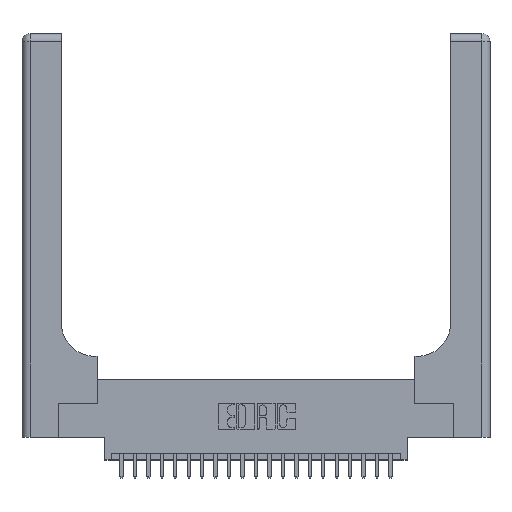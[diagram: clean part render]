
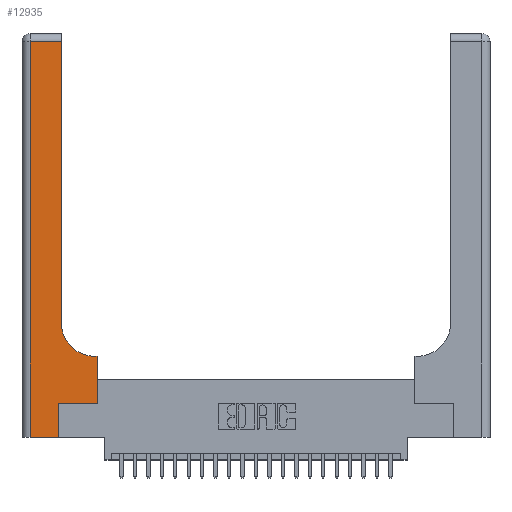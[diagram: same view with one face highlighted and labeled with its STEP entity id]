
A CAD part, top view. The second image highlights one B-rep face of the part: STEP entity #12935.
In plain terms, the highlighted planar face has unit normal (0, 0, 1).
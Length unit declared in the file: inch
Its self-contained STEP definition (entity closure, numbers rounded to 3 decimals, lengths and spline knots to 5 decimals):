
#87 = ORIENTED_EDGE ( 'NONE', *, *, #2885, .T. ) ;
#383 = CARTESIAN_POINT ( 'NONE',  ( 0.06, 2.94, 0.37 ) ) ;
#533 = LINE ( 'NONE', #3986, #15136 ) ;
#563 = DIRECTION ( 'NONE',  ( 0., 1., 0. ) ) ;
#709 = CARTESIAN_POINT ( 'NONE',  ( 0.269, 0., 0.37 ) ) ;
#1497 = VECTOR ( 'NONE', #12617, 39.37008 ) ;
#1589 = CARTESIAN_POINT ( 'NONE',  ( 0.06, 3., 0.37 ) ) ;
#2099 = PLANE ( 'NONE',  #14489 ) ;
#2343 = VERTEX_POINT ( 'NONE', #709 ) ;
#2796 = CARTESIAN_POINT ( 'NONE',  ( 0.269, 0.25, 0.37 ) ) ;
#2885 = EDGE_CURVE ( 'NONE', #3190, #23600, #9721, .T. ) ;
#3037 = ORIENTED_EDGE ( 'NONE', *, *, #5105, .T. ) ;
#3190 = VERTEX_POINT ( 'NONE', #10407 ) ;
#3255 = CARTESIAN_POINT ( 'NONE',  ( 0.269, 0.25, 0.37 ) ) ;
#3456 = CARTESIAN_POINT ( 'NONE',  ( 0.5585, 0.25, 0.37 ) ) ;
#3777 = CARTESIAN_POINT ( 'NONE',  ( 0.5585, 0.25, 0.37 ) ) ;
#3853 = CARTESIAN_POINT ( 'NONE',  ( 0., 3., 0.37 ) ) ;
#3873 = CARTESIAN_POINT ( 'NONE',  ( 0.5415, 0.85, 0.37 ) ) ;
#3904 = ORIENTED_EDGE ( 'NONE', *, *, #13296, .T. ) ;
#3986 = CARTESIAN_POINT ( 'NONE',  ( 0., 0., 0.37 ) ) ;
#4358 = LINE ( 'NONE', #13275, #23412 ) ;
#4398 = EDGE_CURVE ( 'NONE', #2343, #6816, #12804, .T. ) ;
#4854 = VERTEX_POINT ( 'NONE', #3456 ) ;
#5044 = LINE ( 'NONE', #3255, #5614 ) ;
#5105 = EDGE_CURVE ( 'NONE', #23405, #2343, #533, .T. ) ;
#5326 = DIRECTION ( 'NONE',  ( 1., 0., 0. ) ) ;
#5614 = VECTOR ( 'NONE', #5326, 39.37008 ) ;
#6247 = VERTEX_POINT ( 'NONE', #9454 ) ;
#6816 = VERTEX_POINT ( 'NONE', #2796 ) ;
#6987 = ORIENTED_EDGE ( 'NONE', *, *, #4398, .T. ) ;
#7785 = ORIENTED_EDGE ( 'NONE', *, *, #22102, .T. ) ;
#9248 = DIRECTION ( 'NONE',  ( -1., 0., 0. ) ) ;
#9454 = CARTESIAN_POINT ( 'NONE',  ( 0.2915, 2.94, 0.37 ) ) ;
#9585 = FACE_OUTER_BOUND ( 'NONE', #10332, .T. ) ;
#9721 = LINE ( 'NONE', #15132, #17154 ) ;
#10183 = ORIENTED_EDGE ( 'NONE', *, *, #20941, .T. ) ;
#10332 = EDGE_LOOP ( 'NONE', ( #21044, #20083, #3904, #3037, #6987, #22840, #10183, #87, #7785 ) ) ;
#10407 = CARTESIAN_POINT ( 'NONE',  ( 0.5585, 0.6, 0.37 ) ) ;
#11302 = AXIS2_PLACEMENT_3D ( 'NONE', #3873, #17108, #15007 ) ;
#12617 = DIRECTION ( 'NONE',  ( 0., 1., 0. ) ) ;
#12797 = LINE ( 'NONE', #1589, #14575 ) ;
#12804 = LINE ( 'NONE', #22090, #1497 ) ;
#12935 = ADVANCED_FACE ( 'NONE', ( #9585 ), #2099, .F. ) ;
#12967 = DIRECTION ( 'NONE',  ( 0., -1., 0. ) ) ;
#13275 = CARTESIAN_POINT ( 'NONE',  ( 0.2915, 3., 0.37 ) ) ;
#13296 = EDGE_CURVE ( 'NONE', #20978, #23405, #12797, .T. ) ;
#13905 = CIRCLE ( 'NONE', #11302, 0.25 ) ;
#13920 = EDGE_CURVE ( 'NONE', #6816, #4854, #5044, .T. ) ;
#14489 = AXIS2_PLACEMENT_3D ( 'NONE', #3853, #17175, #19157 ) ;
#14575 = VECTOR ( 'NONE', #12967, 39.37008 ) ;
#14684 = CARTESIAN_POINT ( 'NONE',  ( 0.5415, 0.6, 0.37 ) ) ;
#15007 = DIRECTION ( 'NONE',  ( 1., 0., 0. ) ) ;
#15132 = CARTESIAN_POINT ( 'NONE',  ( 0.2915, 0.6, 0.37 ) ) ;
#15136 = VECTOR ( 'NONE', #16222, 39.37008 ) ;
#16222 = DIRECTION ( 'NONE',  ( 1., 0., 0. ) ) ;
#17108 = DIRECTION ( 'NONE',  ( 0., 0., -1. ) ) ;
#17154 = VECTOR ( 'NONE', #22866, 39.37008 ) ;
#17175 = DIRECTION ( 'NONE',  ( 0., 0., -1. ) ) ;
#17377 = LINE ( 'NONE', #20610, #21832 ) ;
#17542 = VECTOR ( 'NONE', #563, 39.37008 ) ;
#18341 = EDGE_CURVE ( 'NONE', #6247, #20978, #17377, .T. ) ;
#19157 = DIRECTION ( 'NONE',  ( -1., 0., 0. ) ) ;
#19605 = CARTESIAN_POINT ( 'NONE',  ( 0.06, 0., 0.37 ) ) ;
#19948 = LINE ( 'NONE', #3777, #17542 ) ;
#20083 = ORIENTED_EDGE ( 'NONE', *, *, #18341, .T. ) ;
#20610 = CARTESIAN_POINT ( 'NONE',  ( 0., 2.94, 0.37 ) ) ;
#20941 = EDGE_CURVE ( 'NONE', #4854, #3190, #19948, .T. ) ;
#20978 = VERTEX_POINT ( 'NONE', #383 ) ;
#21029 = DIRECTION ( 'NONE',  ( 0., 1., 0. ) ) ;
#21044 = ORIENTED_EDGE ( 'NONE', *, *, #23163, .T. ) ;
#21832 = VECTOR ( 'NONE', #9248, 39.37008 ) ;
#22090 = CARTESIAN_POINT ( 'NONE',  ( 0.269, 0., 0.37 ) ) ;
#22102 = EDGE_CURVE ( 'NONE', #23600, #22956, #13905, .T. ) ;
#22840 = ORIENTED_EDGE ( 'NONE', *, *, #13920, .T. ) ;
#22866 = DIRECTION ( 'NONE',  ( -1., 0., 0. ) ) ;
#22956 = VERTEX_POINT ( 'NONE', #24136 ) ;
#23163 = EDGE_CURVE ( 'NONE', #22956, #6247, #4358, .T. ) ;
#23405 = VERTEX_POINT ( 'NONE', #19605 ) ;
#23412 = VECTOR ( 'NONE', #21029, 39.37008 ) ;
#23600 = VERTEX_POINT ( 'NONE', #14684 ) ;
#24136 = CARTESIAN_POINT ( 'NONE',  ( 0.2915, 0.85, 0.37 ) ) ;
